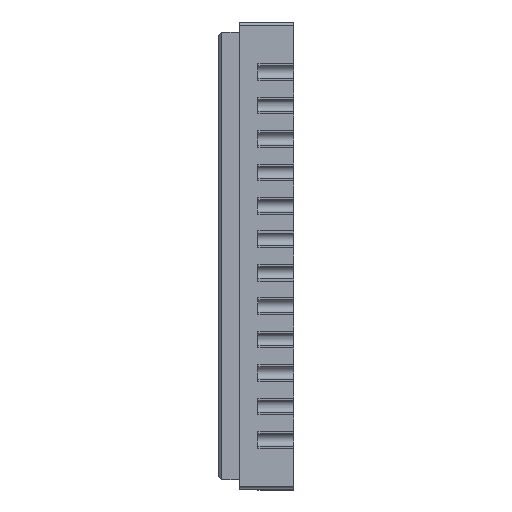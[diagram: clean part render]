
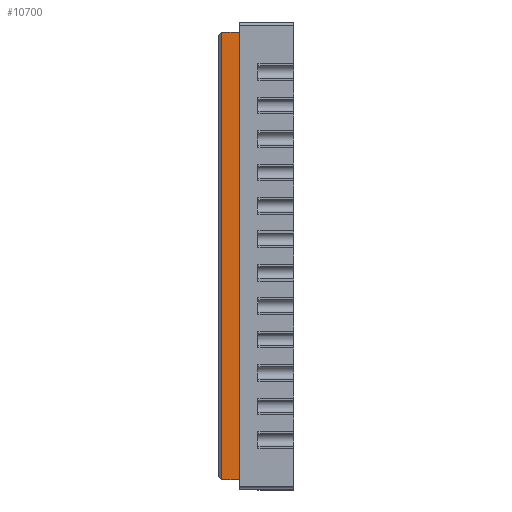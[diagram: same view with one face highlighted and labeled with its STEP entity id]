
A CAD part, left-side view. The second image highlights one B-rep face of the part: STEP entity #10700.
In plain terms, the highlighted planar face has unit normal (-1, 0, 0).
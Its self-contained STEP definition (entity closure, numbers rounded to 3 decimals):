
#278=FACE_OUTER_BOUND('',#899,.T.);
#899=EDGE_LOOP('',(#7034,#7035,#7036,#7037));
#1530=LINE('',#15036,#2982);
#1534=LINE('',#15045,#2986);
#1535=LINE('',#15046,#2987);
#1536=LINE('',#15047,#2988);
#2982=VECTOR('',#12128,1000.);
#2986=VECTOR('',#12134,1000.);
#2987=VECTOR('',#12135,1000.);
#2988=VECTOR('',#12136,1000.);
#4430=VERTEX_POINT('',#15034);
#4431=VERTEX_POINT('',#15035);
#4434=VERTEX_POINT('',#15043);
#4435=VERTEX_POINT('',#15044);
#5470=EDGE_CURVE('',#4430,#4431,#1530,.T.);
#5474=EDGE_CURVE('',#4434,#4435,#1534,.T.);
#5475=EDGE_CURVE('',#4434,#4430,#1535,.T.);
#5476=EDGE_CURVE('',#4431,#4435,#1536,.T.);
#7034=ORIENTED_EDGE('',*,*,#5474,.F.);
#7035=ORIENTED_EDGE('',*,*,#5475,.T.);
#7036=ORIENTED_EDGE('',*,*,#5470,.T.);
#7037=ORIENTED_EDGE('',*,*,#5476,.T.);
#10131=PLANE('',#11384);
#10700=ADVANCED_FACE('',(#278),#10131,.F.);
#11384=AXIS2_PLACEMENT_3D('',#15042,#12132,#12133);
#12128=DIRECTION('',(0.,-1.,0.));
#12132=DIRECTION('center_axis',(1.,0.,0.));
#12133=DIRECTION('ref_axis',(0.,0.,-1.));
#12134=DIRECTION('',(0.,-1.,0.));
#12135=DIRECTION('',(0.,0.,-1.));
#12136=DIRECTION('',(0.,0.,1.));
#15034=CARTESIAN_POINT('',(-6.8,2.18,-6.8));
#15035=CARTESIAN_POINT('',(-6.8,1.65,-6.8));
#15036=CARTESIAN_POINT('',(-6.8,23.793,-6.8));
#15042=CARTESIAN_POINT('Origin',(-6.8,23.793,6.8));
#15043=CARTESIAN_POINT('',(-6.8,2.18,6.8));
#15044=CARTESIAN_POINT('',(-6.8,1.65,6.8));
#15045=CARTESIAN_POINT('',(-6.8,23.793,6.8));
#15046=CARTESIAN_POINT('',(-6.8,2.18,-6.8));
#15047=CARTESIAN_POINT('',(-6.8,1.65,6.8));
